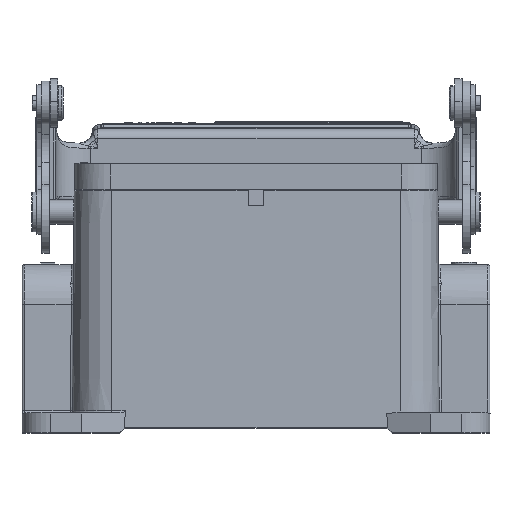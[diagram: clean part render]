
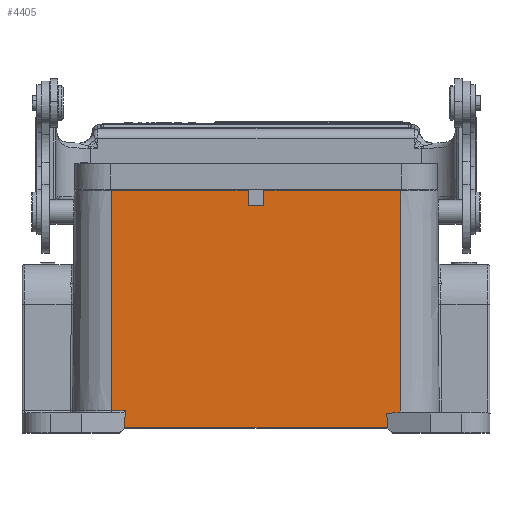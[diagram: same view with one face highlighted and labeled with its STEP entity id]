
A CAD part, top view. The second image highlights one B-rep face of the part: STEP entity #4405.
In plain terms, the highlighted planar face has unit normal (0, 0.009, 1).
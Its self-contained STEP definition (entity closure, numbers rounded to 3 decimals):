
#2235=B_SPLINE_CURVE_WITH_KNOTS('',3,(#45029,#45030,#45031,#45032),
 .UNSPECIFIED.,.F.,.F.,(4,4),(0.,1.),.UNSPECIFIED.);
#2240=B_SPLINE_CURVE_WITH_KNOTS('',3,(#45058,#45059,#45060,#45061),
 .UNSPECIFIED.,.F.,.F.,(4,4),(0.,1.),.UNSPECIFIED.);
#2245=B_SPLINE_CURVE_WITH_KNOTS('',3,(#45083,#45084,#45085,#45086),
 .UNSPECIFIED.,.F.,.F.,(4,4),(0.,1.),.UNSPECIFIED.);
#2825=PLANE('',#26232);
#4405=ADVANCED_FACE('',(#6227),#2825,.T.);
#6227=FACE_OUTER_BOUND('',#7679,.T.);
#7679=EDGE_LOOP('',(#17667,#17668,#17669,#17670,#17671,#17672,#17673,#17674,
#17675,#17676,#17677,#17678));
#8808=LINE('',#43096,#10384);
#9184=LINE('',#44873,#10760);
#9190=LINE('',#44886,#10766);
#9192=LINE('',#44890,#10768);
#9213=LINE('',#44943,#10789);
#9219=LINE('',#44954,#10795);
#9259=LINE('',#45160,#10835);
#9260=LINE('',#45162,#10836);
#9261=LINE('',#45164,#10837);
#10384=VECTOR('',#30311,1.);
#10760=VECTOR('',#31457,1.);
#10766=VECTOR('',#31465,1.);
#10768=VECTOR('',#31469,1.);
#10789=VECTOR('',#31520,1.);
#10795=VECTOR('',#31532,1.);
#10835=VECTOR('',#31652,1.);
#10836=VECTOR('',#31655,1.);
#10837=VECTOR('',#31656,1.);
#17667=ORIENTED_EDGE('',*,*,#23564,.T.);
#17668=ORIENTED_EDGE('',*,*,#23558,.F.);
#17669=ORIENTED_EDGE('',*,*,#23551,.T.);
#17670=ORIENTED_EDGE('',*,*,#23593,.F.);
#17671=ORIENTED_EDGE('',*,*,#23594,.T.);
#17672=ORIENTED_EDGE('',*,*,#23519,.T.);
#17673=ORIENTED_EDGE('',*,*,#23486,.T.);
#17674=ORIENTED_EDGE('',*,*,#23484,.F.);
#17675=ORIENTED_EDGE('',*,*,#23478,.T.);
#17676=ORIENTED_EDGE('',*,*,#23513,.T.);
#17677=ORIENTED_EDGE('',*,*,#22839,.T.);
#17678=ORIENTED_EDGE('',*,*,#23592,.T.);
#19617=VERTEX_POINT('',#43077);
#19621=VERTEX_POINT('',#43097);
#20035=VERTEX_POINT('',#44874);
#20036=VERTEX_POINT('',#44875);
#20040=VERTEX_POINT('',#44884);
#20042=VERTEX_POINT('',#44891);
#20061=VERTEX_POINT('',#44955);
#20085=VERTEX_POINT('',#45028);
#20086=VERTEX_POINT('',#45033);
#20091=VERTEX_POINT('',#45062);
#20094=VERTEX_POINT('',#45087);
#20107=VERTEX_POINT('',#45163);
#22839=EDGE_CURVE('',#19621,#19617,#8808,.T.);
#23478=EDGE_CURVE('',#20035,#20036,#9184,.T.);
#23484=EDGE_CURVE('',#20035,#20040,#9190,.T.);
#23486=EDGE_CURVE('',#20042,#20040,#9192,.T.);
#23513=EDGE_CURVE('',#20036,#19621,#9213,.T.);
#23519=EDGE_CURVE('',#20061,#20042,#9219,.T.);
#23551=EDGE_CURVE('',#20086,#20085,#2235,.T.);
#23558=EDGE_CURVE('',#20086,#20091,#2240,.T.);
#23564=EDGE_CURVE('',#20094,#20091,#2245,.T.);
#23592=EDGE_CURVE('',#19617,#20094,#9259,.T.);
#23593=EDGE_CURVE('',#20107,#20085,#9260,.T.);
#23594=EDGE_CURVE('',#20107,#20061,#9261,.T.);
#26232=AXIS2_PLACEMENT_3D('',#45165,#31657,#31658);
#30311=DIRECTION('',(0.,-1.,0.009));
#31457=DIRECTION('',(0.,1.,-0.009));
#31465=DIRECTION('',(1.,0.,0.));
#31469=DIRECTION('',(0.,-1.,0.009));
#31520=DIRECTION('',(-1.,0.,0.));
#31532=DIRECTION('',(-1.,0.,0.));
#31652=DIRECTION('',(1.,0.,0.));
#31655=DIRECTION('',(-1.,0.,0.));
#31656=DIRECTION('',(0.,1.,-0.009));
#31657=DIRECTION('',(0.,0.009,1.));
#31658=DIRECTION('',(-1.,0.,0.));
#43077=CARTESIAN_POINT('',(-3.297,53.871,62.403));
#43096=CARTESIAN_POINT('',(-3.297,98.075,62.017));
#43097=CARTESIAN_POINT('',(-3.297,98.075,62.017));
#44873=CARTESIAN_POINT('',(24.103,95.075,62.044));
#44874=CARTESIAN_POINT('',(24.103,95.075,62.044));
#44875=CARTESIAN_POINT('',(24.103,98.075,62.017));
#44884=CARTESIAN_POINT('',(27.303,95.075,62.044));
#44886=CARTESIAN_POINT('',(24.103,95.075,62.044));
#44890=CARTESIAN_POINT('',(27.303,98.075,62.017));
#44891=CARTESIAN_POINT('',(27.303,98.075,62.017));
#44943=CARTESIAN_POINT('',(24.103,98.075,62.017));
#44954=CARTESIAN_POINT('',(54.703,98.075,62.017));
#44955=CARTESIAN_POINT('',(54.703,98.075,62.017));
#45028=CARTESIAN_POINT('',(51.999,53.375,62.407));
#45029=CARTESIAN_POINT('',(52.055,50.375,62.434));
#45030=CARTESIAN_POINT('',(52.036,51.375,62.425));
#45031=CARTESIAN_POINT('',(52.018,52.375,62.416));
#45032=CARTESIAN_POINT('',(51.999,53.375,62.407));
#45033=CARTESIAN_POINT('',(52.055,50.375,62.434));
#45058=CARTESIAN_POINT('',(52.055,50.375,62.434));
#45059=CARTESIAN_POINT('',(34.487,50.375,62.434));
#45060=CARTESIAN_POINT('',(16.918,50.375,62.434));
#45061=CARTESIAN_POINT('',(-0.65,50.375,62.434));
#45062=CARTESIAN_POINT('',(-0.65,50.375,62.434));
#45083=CARTESIAN_POINT('',(-0.585,53.871,62.403));
#45084=CARTESIAN_POINT('',(-0.607,52.706,62.413));
#45085=CARTESIAN_POINT('',(-0.628,51.541,62.423));
#45086=CARTESIAN_POINT('',(-0.65,50.375,62.434));
#45087=CARTESIAN_POINT('',(-0.585,53.871,62.403));
#45160=CARTESIAN_POINT('',(-3.297,53.871,62.403));
#45162=CARTESIAN_POINT('',(54.703,53.375,62.407));
#45163=CARTESIAN_POINT('',(54.703,53.375,62.407));
#45164=CARTESIAN_POINT('',(54.703,53.375,62.407));
#45165=CARTESIAN_POINT('',(-5.47,98.075,62.017));
